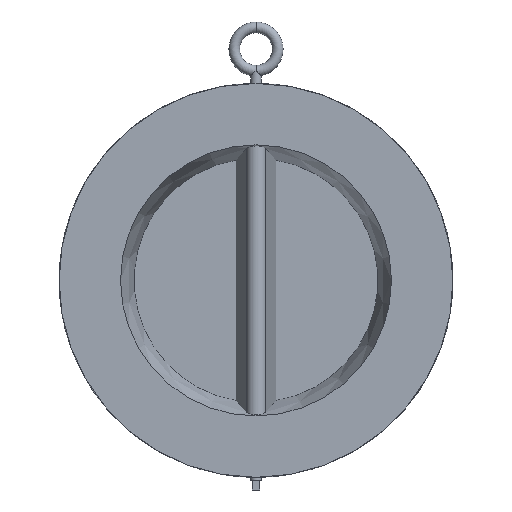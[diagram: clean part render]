
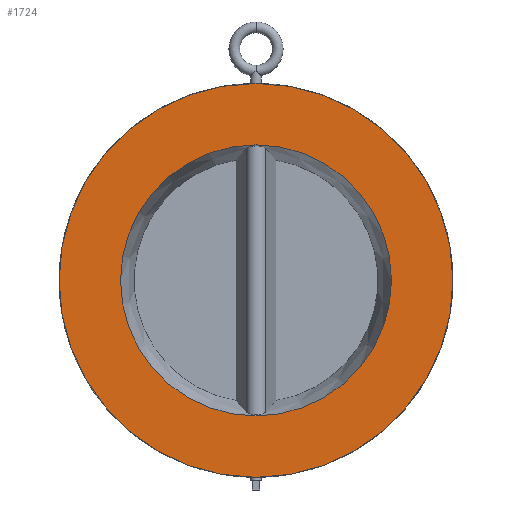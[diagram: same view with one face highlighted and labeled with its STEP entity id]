
A CAD part, front view. The second image highlights one B-rep face of the part: STEP entity #1724.
In plain terms, the highlighted planar face has unit normal (0, -1, 0).
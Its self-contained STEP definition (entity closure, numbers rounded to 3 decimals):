
#1025 = VERTEX_POINT ( 'NONE', #4057 ) ;
#1027 = EDGE_CURVE ( 'NONE', #1084, #1025, #4038, .T. ) ;
#1084 = VERTEX_POINT ( 'NONE', #4171 ) ;
#1177 = VERTEX_POINT ( 'NONE', #4476 ) ;
#1182 = EDGE_CURVE ( 'NONE', #1192, #1177, #4562, .T. ) ;
#1192 = VERTEX_POINT ( 'NONE', #4568 ) ;
#1229 = EDGE_CURVE ( 'NONE', #1177, #1192, #4749, .T. ) ;
#1721 = EDGE_CURVE ( 'NONE', #1025, #1084, #5757, .T. ) ;
#1723 = ORIENTED_EDGE ( 'NONE', *, *, #1721, .F. ) ;
#1724 = ADVANCED_FACE ( 'NONE', ( #5814, #5758 ), #5815, .F. ) ;
#1725 = ORIENTED_EDGE ( 'NONE', *, *, #1182, .T. ) ;
#1726 = EDGE_LOOP ( 'NONE', ( #1723, #1776 ) ) ;
#1727 = ORIENTED_EDGE ( 'NONE', *, *, #1229, .T. ) ;
#1729 = EDGE_LOOP ( 'NONE', ( #1725, #1727 ) ) ;
#1776 = ORIENTED_EDGE ( 'NONE', *, *, #1027, .F. ) ;
#4015 = AXIS2_PLACEMENT_3D ( 'NONE', #4037, #4036, #4035 ) ;
#4035 = DIRECTION ( 'NONE',  ( 0., 0., -1. ) ) ;
#4036 = DIRECTION ( 'NONE',  ( 0., -1., 0. ) ) ;
#4037 = CARTESIAN_POINT ( 'NONE',  ( 0., 0., 0. ) ) ;
#4038 = CIRCLE ( 'NONE', #4015, 75. ) ;
#4057 = CARTESIAN_POINT ( 'NONE',  ( 0., 0., -75. ) ) ;
#4171 = CARTESIAN_POINT ( 'NONE',  ( 0., 0., 75. ) ) ;
#4476 = CARTESIAN_POINT ( 'NONE',  ( 0., 0., 109. ) ) ;
#4544 = DIRECTION ( 'NONE',  ( 0., 0., -1. ) ) ;
#4559 = DIRECTION ( 'NONE',  ( 0., -1., 0. ) ) ;
#4560 = CARTESIAN_POINT ( 'NONE',  ( 0., 0., 0. ) ) ;
#4561 = AXIS2_PLACEMENT_3D ( 'NONE', #4560, #4559, #4544 ) ;
#4562 = CIRCLE ( 'NONE', #4561, 109. ) ;
#4568 = CARTESIAN_POINT ( 'NONE',  ( 0., 0., -109. ) ) ;
#4745 = DIRECTION ( 'NONE',  ( 0., 0., -1. ) ) ;
#4746 = DIRECTION ( 'NONE',  ( 0., -1., 0. ) ) ;
#4747 = CARTESIAN_POINT ( 'NONE',  ( 0., 0., 0. ) ) ;
#4748 = AXIS2_PLACEMENT_3D ( 'NONE', #4747, #4746, #4745 ) ;
#4749 = CIRCLE ( 'NONE', #4748, 109. ) ;
#5744 = CARTESIAN_POINT ( 'NONE',  ( -75., 0., 0. ) ) ;
#5755 = AXIS2_PLACEMENT_3D ( 'NONE', #5744, #5790, #5789 ) ;
#5757 = CIRCLE ( 'NONE', #5769, 75. ) ;
#5758 = FACE_BOUND ( 'NONE', #1726, .T. ) ;
#5769 = AXIS2_PLACEMENT_3D ( 'NONE', #5813, #5812, #5811 ) ;
#5789 = DIRECTION ( 'NONE',  ( 0., 0., 1. ) ) ;
#5790 = DIRECTION ( 'NONE',  ( 0., 1., 0. ) ) ;
#5811 = DIRECTION ( 'NONE',  ( 0., 0., -1. ) ) ;
#5812 = DIRECTION ( 'NONE',  ( 0., -1., 0. ) ) ;
#5813 = CARTESIAN_POINT ( 'NONE',  ( 0., 0., 0. ) ) ;
#5814 = FACE_OUTER_BOUND ( 'NONE', #1729, .T. ) ;
#5815 = PLANE ( 'NONE',  #5755 ) ;
